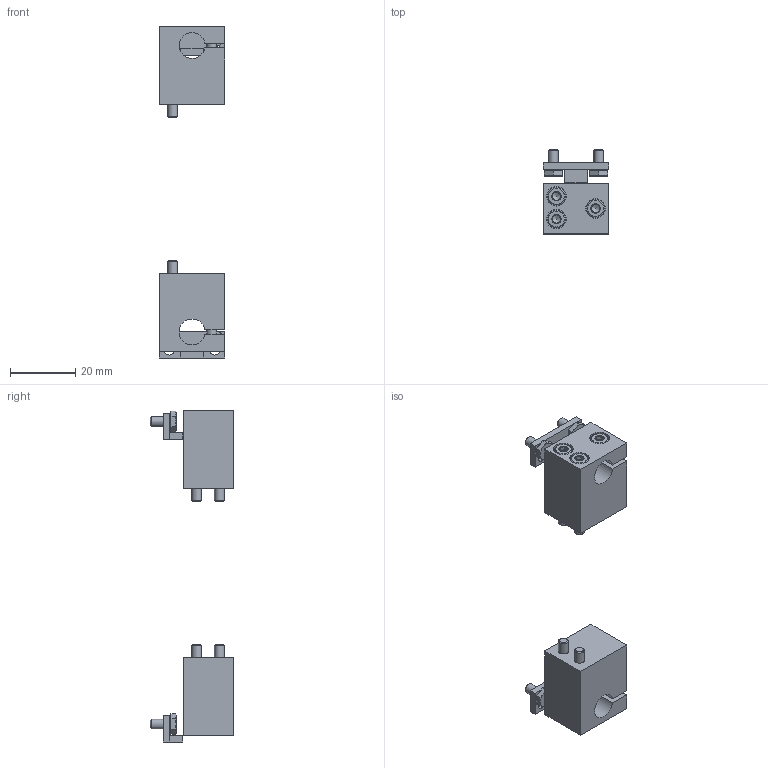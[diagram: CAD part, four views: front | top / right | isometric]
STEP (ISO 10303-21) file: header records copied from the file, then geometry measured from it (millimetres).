
FILE_DESCRIPTION(/* description */ ('STEP AP214'),/* implementation_level */ '2;1');
FILE_NAME(/* name */ '1435227_DASI-B12-25-S8',/* time_stamp */ '2024-08-14T17:20:50+02:00',/* author */ ('License CC BY-ND 4.0'),/* organization */ ('CADENAS'),/* preprocessor_version */ 'ST-DEVELOPER v19.3',/* originating_system */ 'PARTsolutions',/* authorisation */ ' ');
FILE_SCHEMA (('AUTOMOTIVE_DESIGN {1 0 10303 214 3 1 1}'));
Length unit declared in the file: millimetre
Products named in the file (6): 1435227 DASI-B12-25-S8; 1432004 KB8-05; DIN-912 - M3x25(F); 1432006 KB8-11; 1430927 GD706/GP806; Hexagon bolt DIN 933 - M3x6
Assembly tree (12 placements, depth 2):
  1435227 DASI-B12-25-S8
    1432004 KB8-05
    DIN-912 - M3x25(F)  x4
    1432006 KB8-11
    1430927 GD706/GP806  x2
    Hexagon bolt DIN 933 - M3x6  x4
Bounding box: 20 x 25.8 x 102 mm (x, y, z)
Volume: 13943.9 mm3; surface area: 9634.6 mm2
Topology: 12 solids, 12 shells, 300 faces, 630 edges, 374 vertices
Faces by surface type: plane 178, cone 76, cylinder 40, torus 6
Full cylindrical faces by diameter (mm): 3 x10, 3.2 x4, 4.57 x4, 5.5 x6, 6 x6
Entity records: 4334 total; most frequent: CARTESIAN_POINT 712, DIRECTION 628, ORIENTED_EDGE 536, EDGE_CURVE 268, AXIS2_PLACEMENT_3D 239, FACE_BOUND 199, EDGE_LOOP 196, VERTEX_POINT 185
